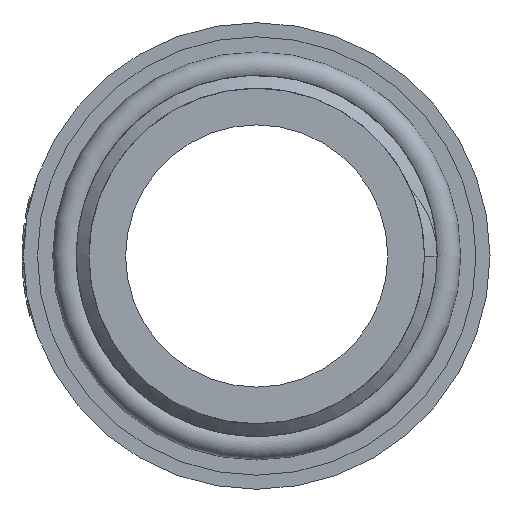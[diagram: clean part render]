
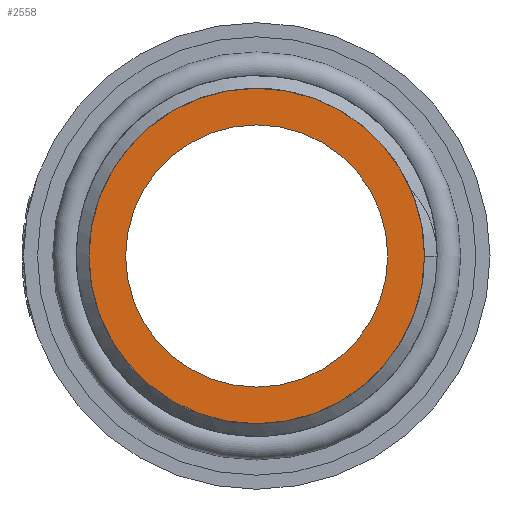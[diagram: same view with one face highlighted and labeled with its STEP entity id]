
A CAD part, left-side view. The second image highlights one B-rep face of the part: STEP entity #2558.
In plain terms, the highlighted planar face has unit normal (-1, 0, 0).
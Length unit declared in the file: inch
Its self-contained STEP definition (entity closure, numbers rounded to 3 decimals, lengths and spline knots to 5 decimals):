
#602=FACE_BOUND($,#992,.T.);
#654=PLANE($,#2707);
#811=FACE_OUTER_BOUND($,#991,.T.);
#991=EDGE_LOOP($,(#1724));
#992=EDGE_LOOP($,(#1725));
#1724=ORIENTED_EDGE($,*,*,#2074,.F.);
#1725=ORIENTED_EDGE($,*,*,#2076,.T.);
#2074=EDGE_CURVE($,#2332,#2332,#2394,.T.);
#2076=EDGE_CURVE($,#2333,#2333,#2395,.T.);
#2332=VERTEX_POINT($,#20916);
#2333=VERTEX_POINT($,#20976);
#2394=CIRCLE($,#2682,1.19);
#2395=CIRCLE($,#2684,0.93);
#2558=ADVANCED_FACE($,(#811,#602),#654,.T.);
#2682=AXIS2_PLACEMENT_3D($,#20917,#3081,#3082);
#2684=AXIS2_PLACEMENT_3D($,#20977,#3085,#3086);
#2707=AXIS2_PLACEMENT_3D($,#22873,#3135,#3136);
#3081=DIRECTION('center_axis',(1.,0.,0.));
#3082=DIRECTION('ref_axis',(0.,0.,-1.));
#3085=DIRECTION('center_axis',(1.,0.,0.));
#3086=DIRECTION('ref_axis',(0.,0.,-1.));
#3135=DIRECTION('center_axis',(-1.,0.,0.));
#3136=DIRECTION('ref_axis',(0.,0.,1.));
#20916=CARTESIAN_POINT('',(0.,1.19,0.));
#20917=CARTESIAN_POINT('Origin',(0.,0.,0.));
#20976=CARTESIAN_POINT('',(0.,0.93,0.));
#20977=CARTESIAN_POINT('Origin',(0.,0.,0.));
#22873=CARTESIAN_POINT('Origin',(0.,1.19,0.));
